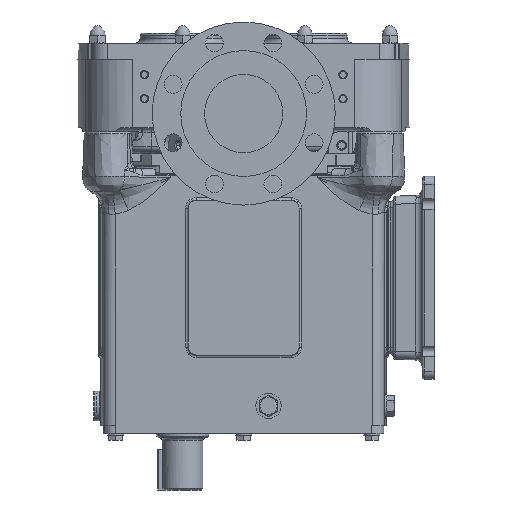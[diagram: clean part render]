
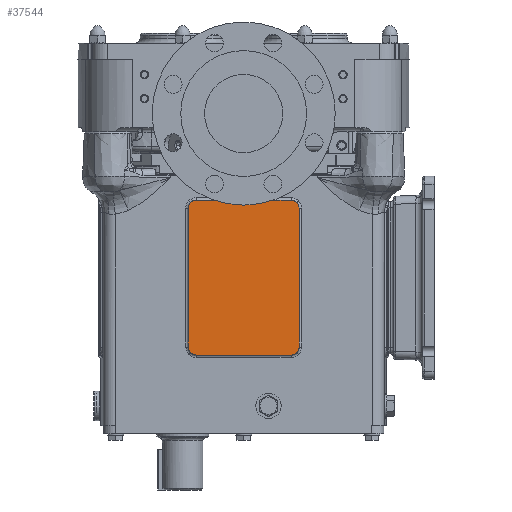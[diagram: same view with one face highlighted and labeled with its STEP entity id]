
A CAD part, left-side view. The second image highlights one B-rep face of the part: STEP entity #37544.
In plain terms, the highlighted planar face has unit normal (-1, 0, 0).
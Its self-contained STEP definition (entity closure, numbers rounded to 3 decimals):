
#992 = VERTEX_POINT ( 'NONE', #4198 ) ;
#1915 =( BOUNDED_CURVE ( )  B_SPLINE_CURVE ( 3, ( #30171, #24281, #20047, #29524 ),
 .UNSPECIFIED., .F., .T. ) 
 B_SPLINE_CURVE_WITH_KNOTS ( ( 4, 4 ),
 ( 5.498, 7.068 ),
 .UNSPECIFIED. ) 
 CURVE ( )  GEOMETRIC_REPRESENTATION_ITEM ( )  RATIONAL_B_SPLINE_CURVE ( ( 1., 0.805, 0.805, 1. ) ) 
 REPRESENTATION_ITEM ( '' )  );
#2160 = CARTESIAN_POINT ( 'NONE',  ( -98., -69.175, -297.354 ) ) ;
#2293 = ORIENTED_EDGE ( 'NONE', *, *, #37484, .F. ) ;
#2736 = CARTESIAN_POINT ( 'NONE',  ( -98., 59.181, -301.492 ) ) ;
#2863 = DIRECTION ( 'NONE',  ( 1., 0., 0. ) ) ;
#4198 = CARTESIAN_POINT ( 'NONE',  ( -98., -59.181, -108.143 ) ) ;
#5291 = DIRECTION ( 'NONE',  ( 0., 1., 0. ) ) ;
#6729 = CARTESIAN_POINT ( 'NONE',  ( -98., -59.181, -301.492 ) ) ;
#6940 = CARTESIAN_POINT ( 'NONE',  ( -98., 65.036, -108.143 ) ) ;
#10268 = CARTESIAN_POINT ( 'NONE',  ( -98., 69., -108.143 ) ) ;
#10366 =( BOUNDED_CURVE ( )  B_SPLINE_CURVE ( 3, ( #31923, #26669, #46611, #40761 ),
 .UNSPECIFIED., .F., .T. ) 
 B_SPLINE_CURVE_WITH_KNOTS ( ( 4, 4 ),
 ( 5.498, 7.068 ),
 .UNSPECIFIED. ) 
 CURVE ( )  GEOMETRIC_REPRESENTATION_ITEM ( )  RATIONAL_B_SPLINE_CURVE ( ( 1., 0.805, 0.805, 1. ) ) 
 REPRESENTATION_ITEM ( '' )  );
#11359 =( BOUNDED_CURVE ( )  B_SPLINE_CURVE ( 3, ( #47404, #6940, #18025, #42489 ),
 .UNSPECIFIED., .F., .T. ) 
 B_SPLINE_CURVE_WITH_KNOTS ( ( 4, 4 ),
 ( 5.498, 7.068 ),
 .UNSPECIFIED. ) 
 CURVE ( )  GEOMETRIC_REPRESENTATION_ITEM ( )  RATIONAL_B_SPLINE_CURVE ( ( 1., 0.805, 0.805, 1. ) ) 
 REPRESENTATION_ITEM ( '' )  );
#13193 = VECTOR ( 'NONE', #62395, 1000. ) ;
#14272 = PLANE ( 'NONE',  #49769 ) ;
#15499 = VERTEX_POINT ( 'NONE', #2736 ) ;
#17721 = EDGE_CURVE ( 'NONE', #33908, #53463, #57194, .T. ) ;
#18025 = CARTESIAN_POINT ( 'NONE',  ( -98., 69.175, -112.281 ) ) ;
#20047 = CARTESIAN_POINT ( 'NONE',  ( -98., 65.036, -301.492 ) ) ;
#23395 = DIRECTION ( 'NONE',  ( 0., 0., -1. ) ) ;
#23491 = CARTESIAN_POINT ( 'NONE',  ( -98., 69.175, -118.137 ) ) ;
#24281 = CARTESIAN_POINT ( 'NONE',  ( -98., 69.175, -297.354 ) ) ;
#25512 = CARTESIAN_POINT ( 'NONE',  ( -98., 69., -301.492 ) ) ;
#25748 =( BOUNDED_CURVE ( )  B_SPLINE_CURVE ( 3, ( #6729, #31861, #2160, #55716 ),
 .UNSPECIFIED., .F., .T. ) 
 B_SPLINE_CURVE_WITH_KNOTS ( ( 4, 4 ),
 ( 5.498, 7.068 ),
 .UNSPECIFIED. ) 
 CURVE ( )  GEOMETRIC_REPRESENTATION_ITEM ( )  RATIONAL_B_SPLINE_CURVE ( ( 1., 0.805, 0.805, 1. ) ) 
 REPRESENTATION_ITEM ( '' )  );
#26669 = CARTESIAN_POINT ( 'NONE',  ( -98., -69.175, -112.281 ) ) ;
#29524 = CARTESIAN_POINT ( 'NONE',  ( -98., 59.181, -301.492 ) ) ;
#29526 = EDGE_CURVE ( 'NONE', #58312, #992, #10366, .T. ) ;
#30171 = CARTESIAN_POINT ( 'NONE',  ( -98., 69.175, -291.498 ) ) ;
#30574 = VECTOR ( 'NONE', #5291, 1000. ) ;
#31433 = EDGE_CURVE ( 'NONE', #36613, #15499, #50018, .T. ) ;
#31861 = CARTESIAN_POINT ( 'NONE',  ( -98., -65.036, -301.492 ) ) ;
#31915 = CARTESIAN_POINT ( 'NONE',  ( -98., -69.175, -291.498 ) ) ;
#31923 = CARTESIAN_POINT ( 'NONE',  ( -98., -69.175, -118.137 ) ) ;
#33908 = VERTEX_POINT ( 'NONE', #61436 ) ;
#33930 = EDGE_CURVE ( 'NONE', #38632, #53463, #11359, .T. ) ;
#35624 = ORIENTED_EDGE ( 'NONE', *, *, #17721, .F. ) ;
#35912 = EDGE_LOOP ( 'NONE', ( #42249, #35624, #36948, #43105, #58817, #2293, #39043, #38527 ) ) ;
#36339 = CARTESIAN_POINT ( 'NONE',  ( -98., 69.175, -301.317 ) ) ;
#36613 = VERTEX_POINT ( 'NONE', #37609 ) ;
#36948 = ORIENTED_EDGE ( 'NONE', *, *, #38124, .T. ) ;
#37484 = EDGE_CURVE ( 'NONE', #58312, #43669, #46306, .T. ) ;
#37544 = ADVANCED_FACE ( 'NONE', ( #42978 ), #14272, .F. ) ;
#37609 = CARTESIAN_POINT ( 'NONE',  ( -98., -59.181, -301.492 ) ) ;
#38124 = EDGE_CURVE ( 'NONE', #33908, #15499, #1915, .T. ) ;
#38527 = ORIENTED_EDGE ( 'NONE', *, *, #57785, .F. ) ;
#38632 = VERTEX_POINT ( 'NONE', #41781 ) ;
#39043 = ORIENTED_EDGE ( 'NONE', *, *, #29526, .T. ) ;
#40761 = CARTESIAN_POINT ( 'NONE',  ( -98., -59.181, -108.143 ) ) ;
#41078 = CARTESIAN_POINT ( 'NONE',  ( -98., -69.175, -301.317 ) ) ;
#41390 = DIRECTION ( 'NONE',  ( 0., 0., -1. ) ) ;
#41781 = CARTESIAN_POINT ( 'NONE',  ( -98., 59.181, -108.143 ) ) ;
#41867 = EDGE_CURVE ( 'NONE', #36613, #43669, #25748, .T. ) ;
#42249 = ORIENTED_EDGE ( 'NONE', *, *, #33930, .T. ) ;
#42489 = CARTESIAN_POINT ( 'NONE',  ( -98., 69.175, -118.137 ) ) ;
#42978 = FACE_OUTER_BOUND ( 'NONE', #35912, .T. ) ;
#43105 = ORIENTED_EDGE ( 'NONE', *, *, #31433, .F. ) ;
#43498 = VECTOR ( 'NONE', #41390, 1000. ) ;
#43669 = VERTEX_POINT ( 'NONE', #31915 ) ;
#43864 = LINE ( 'NONE', #10268, #55253 ) ;
#46306 = LINE ( 'NONE', #41078, #43498 ) ;
#46611 = CARTESIAN_POINT ( 'NONE',  ( -98., -65.036, -108.143 ) ) ;
#47404 = CARTESIAN_POINT ( 'NONE',  ( -98., 59.181, -108.143 ) ) ;
#49769 = AXIS2_PLACEMENT_3D ( 'NONE', #57993, #2863, #23395 ) ;
#50018 = LINE ( 'NONE', #25512, #30574 ) ;
#50344 = CARTESIAN_POINT ( 'NONE',  ( -98., -69.175, -118.137 ) ) ;
#53463 = VERTEX_POINT ( 'NONE', #23491 ) ;
#55253 = VECTOR ( 'NONE', #58857, 1000. ) ;
#55716 = CARTESIAN_POINT ( 'NONE',  ( -98., -69.175, -291.498 ) ) ;
#57194 = LINE ( 'NONE', #36339, #13193 ) ;
#57785 = EDGE_CURVE ( 'NONE', #38632, #992, #43864, .T. ) ;
#57993 = CARTESIAN_POINT ( 'NONE',  ( -98., 90., -389.5 ) ) ;
#58312 = VERTEX_POINT ( 'NONE', #50344 ) ;
#58817 = ORIENTED_EDGE ( 'NONE', *, *, #41867, .T. ) ;
#58857 = DIRECTION ( 'NONE',  ( 0., -1., 0. ) ) ;
#61436 = CARTESIAN_POINT ( 'NONE',  ( -98., 69.175, -291.498 ) ) ;
#62395 = DIRECTION ( 'NONE',  ( 0., 0., 1. ) ) ;
